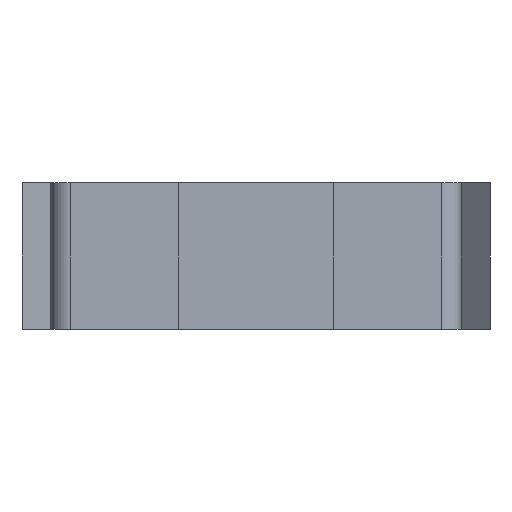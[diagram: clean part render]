
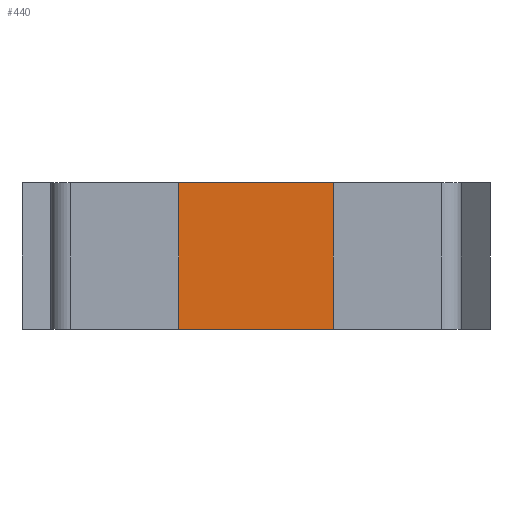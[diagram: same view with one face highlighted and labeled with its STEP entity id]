
A CAD part, left-side view. The second image highlights one B-rep face of the part: STEP entity #440.
In plain terms, the highlighted planar face has unit normal (-1, 0, 0).
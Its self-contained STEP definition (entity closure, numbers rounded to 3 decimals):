
#178 = ORIENTED_EDGE ( 'NONE', *, *, #1858, .T. ) ;
#186 = VECTOR ( 'NONE', #1832, 1000. ) ;
#238 = CARTESIAN_POINT ( 'NONE',  ( -24.25, 8., 0. ) ) ;
#351 = CARTESIAN_POINT ( 'NONE',  ( -24.25, 8., -15.2 ) ) ;
#440 = ADVANCED_FACE ( 'NONE', ( #1477 ), #1262, .T. ) ;
#454 = VERTEX_POINT ( 'NONE', #1124 ) ;
#455 = DIRECTION ( 'NONE',  ( -1., 0., 0. ) ) ;
#465 = CARTESIAN_POINT ( 'NONE',  ( -24.25, -8., 0. ) ) ;
#524 = EDGE_CURVE ( 'NONE', #1120, #2035, #2046, .T. ) ;
#543 = VERTEX_POINT ( 'NONE', #351 ) ;
#560 = DIRECTION ( 'NONE',  ( 0., 0., 1. ) ) ;
#574 = VECTOR ( 'NONE', #958, 1000. ) ;
#591 = CARTESIAN_POINT ( 'NONE',  ( -24.25, -8., -31.479 ) ) ;
#733 = CARTESIAN_POINT ( 'NONE',  ( -24.25, -8., 0. ) ) ;
#817 = ORIENTED_EDGE ( 'NONE', *, *, #524, .F. ) ;
#958 = DIRECTION ( 'NONE',  ( 0., 0., 1. ) ) ;
#1073 = VECTOR ( 'NONE', #560, 1000. ) ;
#1076 = AXIS2_PLACEMENT_3D ( 'NONE', #591, #455, #1784 ) ;
#1120 = VERTEX_POINT ( 'NONE', #238 ) ;
#1124 = CARTESIAN_POINT ( 'NONE',  ( -24.25, -8., -15.2 ) ) ;
#1129 = EDGE_LOOP ( 'NONE', ( #2051, #178, #2189, #817 ) ) ;
#1189 = CARTESIAN_POINT ( 'NONE',  ( -24.25, -8., -15.2 ) ) ;
#1193 = VECTOR ( 'NONE', #1880, 1000. ) ;
#1262 = PLANE ( 'NONE',  #1076 ) ;
#1263 = LINE ( 'NONE', #1912, #1073 ) ;
#1477 = FACE_OUTER_BOUND ( 'NONE', #1129, .T. ) ;
#1488 = LINE ( 'NONE', #1611, #574 ) ;
#1517 = LINE ( 'NONE', #1189, #186 ) ;
#1518 = EDGE_CURVE ( 'NONE', #454, #2035, #1263, .T. ) ;
#1611 = CARTESIAN_POINT ( 'NONE',  ( -24.25, 8., -31.479 ) ) ;
#1762 = EDGE_CURVE ( 'NONE', #543, #1120, #1488, .T. ) ;
#1784 = DIRECTION ( 'NONE',  ( 0., 0., 1. ) ) ;
#1832 = DIRECTION ( 'NONE',  ( 0., -1., 0. ) ) ;
#1858 = EDGE_CURVE ( 'NONE', #543, #454, #1517, .T. ) ;
#1880 = DIRECTION ( 'NONE',  ( 0., -1., 0. ) ) ;
#1912 = CARTESIAN_POINT ( 'NONE',  ( -24.25, -8., -31.479 ) ) ;
#2035 = VERTEX_POINT ( 'NONE', #733 ) ;
#2046 = LINE ( 'NONE', #465, #1193 ) ;
#2051 = ORIENTED_EDGE ( 'NONE', *, *, #1762, .F. ) ;
#2189 = ORIENTED_EDGE ( 'NONE', *, *, #1518, .T. ) ;
